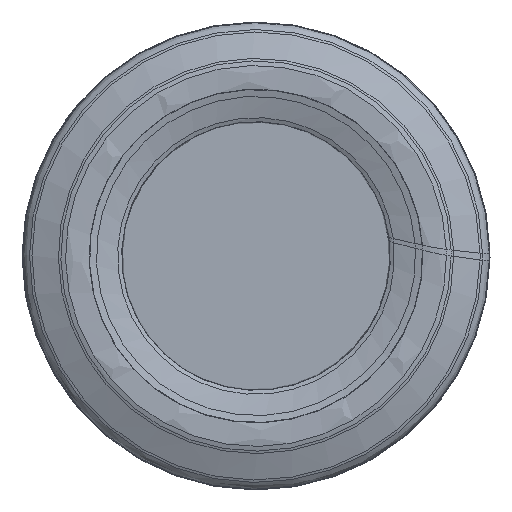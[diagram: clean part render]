
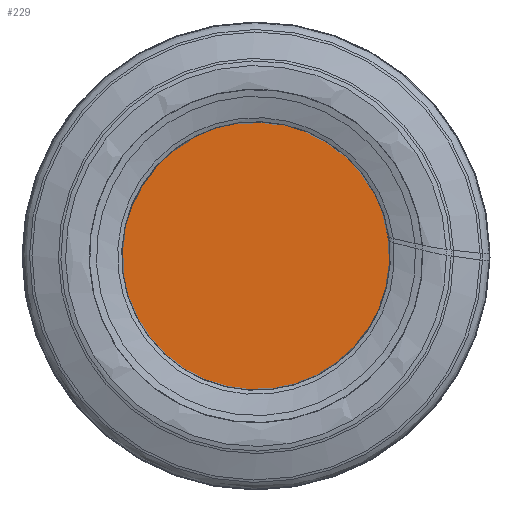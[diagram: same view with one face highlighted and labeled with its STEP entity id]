
A CAD part, left-side view. The second image highlights one B-rep face of the part: STEP entity #229.
In plain terms, the highlighted planar face has unit normal (-1, 0, 0).
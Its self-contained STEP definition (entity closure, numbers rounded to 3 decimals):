
#229=ADVANCED_FACE('',(#312),#309,.F.);
#309=PLANE('',#1077);
#312=FACE_OUTER_BOUND('',#374,.T.);
#374=EDGE_LOOP('',(#472));
#472=ORIENTED_EDGE('',*,*,#829,.T.);
#750=VERTEX_POINT('',#1493);
#829=EDGE_CURVE('',#750,#750,#968,.T.);
#968=CIRCLE('',#1076,8.232);
#1076=AXIS2_PLACEMENT_3D('',#1492,#1205,#1206);
#1077=AXIS2_PLACEMENT_3D('',#1494,#1207,#1208);
#1205=DIRECTION('',(-1.,0.,0.));
#1206=DIRECTION('',(0.,-1.,0.));
#1207=DIRECTION('',(1.,0.,0.));
#1208=DIRECTION('',(0.,1.,0.));
#1492=CARTESIAN_POINT('',(1.5,0.,0.));
#1493=CARTESIAN_POINT('',(1.5,-8.232,0.));
#1494=CARTESIAN_POINT('',(1.5,8.232,0.));
